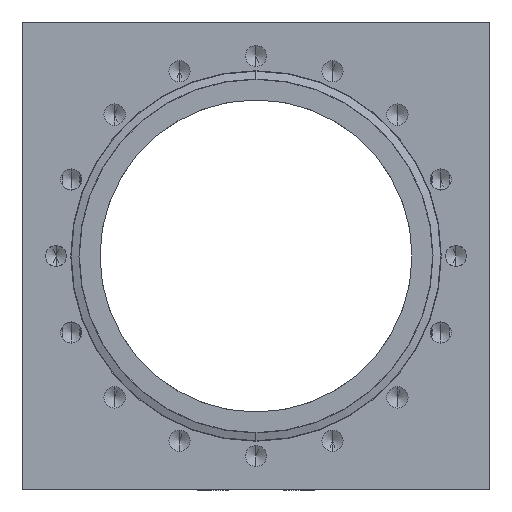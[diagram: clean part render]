
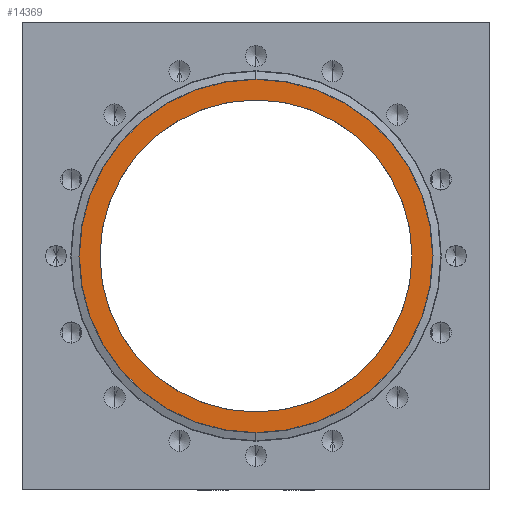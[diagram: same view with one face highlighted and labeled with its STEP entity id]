
A CAD part, left-side view. The second image highlights one B-rep face of the part: STEP entity #14369.
In plain terms, the highlighted planar face has unit normal (-1, 0, 0).
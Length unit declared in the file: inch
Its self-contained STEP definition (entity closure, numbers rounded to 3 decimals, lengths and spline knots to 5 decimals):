
#2737 = CARTESIAN_POINT ( 'NONE',  ( -2.949, 0., -2.265 ) ) ;
#2738 = DIRECTION ( 'NONE',  ( 0., 0., -1. ) ) ;
#2739 = DIRECTION ( 'NONE',  ( -1., 0., 0. ) ) ;
#2740 = CARTESIAN_POINT ( 'NONE',  ( -2.949, 0., 0. ) ) ;
#2741 = AXIS2_PLACEMENT_3D ( 'NONE', #2740, #2739, #2738 ) ;
#2742 = CIRCLE ( 'NONE', #2741, 2.265 ) ;
#2743 = CARTESIAN_POINT ( 'NONE',  ( -2.949, 0., 2.265 ) ) ;
#2905 = DIRECTION ( 'NONE',  ( 0., 0., -1. ) ) ;
#2906 = DIRECTION ( 'NONE',  ( -1., 0., 0. ) ) ;
#2907 = CARTESIAN_POINT ( 'NONE',  ( -2.949, 0., 0. ) ) ;
#2908 = AXIS2_PLACEMENT_3D ( 'NONE', #2907, #2906, #2905 ) ;
#2909 = CIRCLE ( 'NONE', #2908, 2. ) ;
#2949 = CARTESIAN_POINT ( 'NONE',  ( -2.949, 0., 2. ) ) ;
#2950 = CARTESIAN_POINT ( 'NONE',  ( -2.949, 0., -2. ) ) ;
#8711 = FACE_OUTER_BOUND ( 'NONE', #14370, .T. ) ;
#8716 = PLANE ( 'NONE',  #8718 ) ;
#8718 = AXIS2_PLACEMENT_3D ( 'NONE', #8751, #8749, #8748 ) ;
#8719 = FACE_BOUND ( 'NONE', #14374, .T. ) ;
#8744 = DIRECTION ( 'NONE',  ( 0., 0., -1. ) ) ;
#8745 = DIRECTION ( 'NONE',  ( -1., 0., 0. ) ) ;
#8746 = AXIS2_PLACEMENT_3D ( 'NONE', #8750, #8745, #8744 ) ;
#8747 = CIRCLE ( 'NONE', #8746, 2.265 ) ;
#8748 = DIRECTION ( 'NONE',  ( 0., 0., -1. ) ) ;
#8749 = DIRECTION ( 'NONE',  ( 1., 0., 0. ) ) ;
#8750 = CARTESIAN_POINT ( 'NONE',  ( -2.949, 0., 0. ) ) ;
#8751 = CARTESIAN_POINT ( 'NONE',  ( -2.949, 0., -2.27 ) ) ;
#8752 = CARTESIAN_POINT ( 'NONE',  ( -2.949, 0., 0. ) ) ;
#8753 = AXIS2_PLACEMENT_3D ( 'NONE', #8752, #8802, #8801 ) ;
#8757 = CIRCLE ( 'NONE', #8753, 2. ) ;
#8801 = DIRECTION ( 'NONE',  ( 0., 0., -1. ) ) ;
#8802 = DIRECTION ( 'NONE',  ( -1., 0., 0. ) ) ;
#10932 = VERTEX_POINT ( 'NONE', #2743 ) ;
#10934 = EDGE_CURVE ( 'NONE', #10935, #10932, #2742, .T. ) ;
#10935 = VERTEX_POINT ( 'NONE', #2737 ) ;
#11025 = EDGE_CURVE ( 'NONE', #11026, #11027, #2909, .T. ) ;
#11026 = VERTEX_POINT ( 'NONE', #2950 ) ;
#11027 = VERTEX_POINT ( 'NONE', #2949 ) ;
#14369 = ADVANCED_FACE ( 'NONE', ( #8711, #8719 ), #8716, .F. ) ;
#14370 = EDGE_LOOP ( 'NONE', ( #14371, #14372 ) ) ;
#14371 = ORIENTED_EDGE ( 'NONE', *, *, #10934, .T. ) ;
#14372 = ORIENTED_EDGE ( 'NONE', *, *, #14373, .T. ) ;
#14373 = EDGE_CURVE ( 'NONE', #10932, #10935, #8747, .T. ) ;
#14374 = EDGE_LOOP ( 'NONE', ( #14428, #14429 ) ) ;
#14387 = EDGE_CURVE ( 'NONE', #11027, #11026, #8757, .T. ) ;
#14428 = ORIENTED_EDGE ( 'NONE', *, *, #11025, .F. ) ;
#14429 = ORIENTED_EDGE ( 'NONE', *, *, #14387, .F. ) ;
